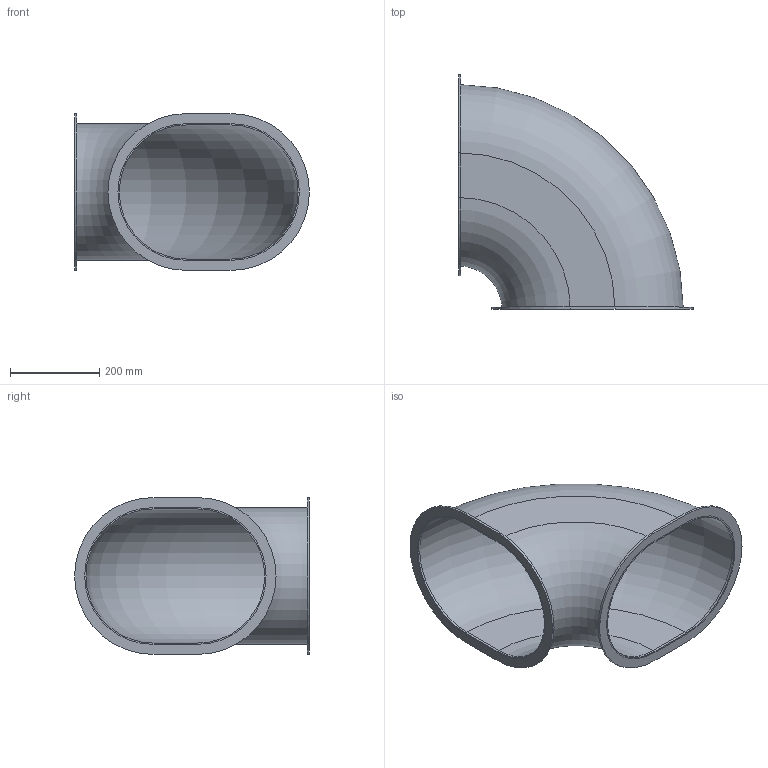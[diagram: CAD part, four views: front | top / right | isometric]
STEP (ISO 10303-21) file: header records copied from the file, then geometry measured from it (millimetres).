
FILE_DESCRIPTION(('FreeCAD Model'),'2;1');
FILE_NAME('Open CASCADE Shape Model','2024-08-10T18:40:31',(''),(''), 'Open CASCADE STEP processor 7.6','FreeCAD','Unknown');
FILE_SCHEMA(('AUTOMOTIVE_DESIGN { 1 0 10303 214 1 1 1 1 }'));
Length unit declared in the file: millimetre
Products named in the file (4): Duct_curved_oval_complete_R01; Duct_reduction_curved_; Flange_01_; Flange_02
Assembly tree (3 placements, depth 2):
  Duct_curved_oval_complete_R01
    Duct_reduction_curved_
    Flange_01_
    Flange_02
Bounding box: 525.4 x 525.4 x 350.8 mm (x, y, z)
Volume: 1938921.6 mm3; surface area: 1241182.6 mm2
Topology: 3 solids, 3 shells, 30 faces, 72 edges, 48 vertices
Faces by surface type: plane 18, cylinder 8, torus 4
Entity records: 992 total; most frequent: DIRECTION 172, CARTESIAN_POINT 154, ORIENTED_EDGE 144, EDGE_CURVE 72, AXIS2_PLACEMENT_3D 66, VERTEX_POINT 48, LINE 40, VECTOR 40
